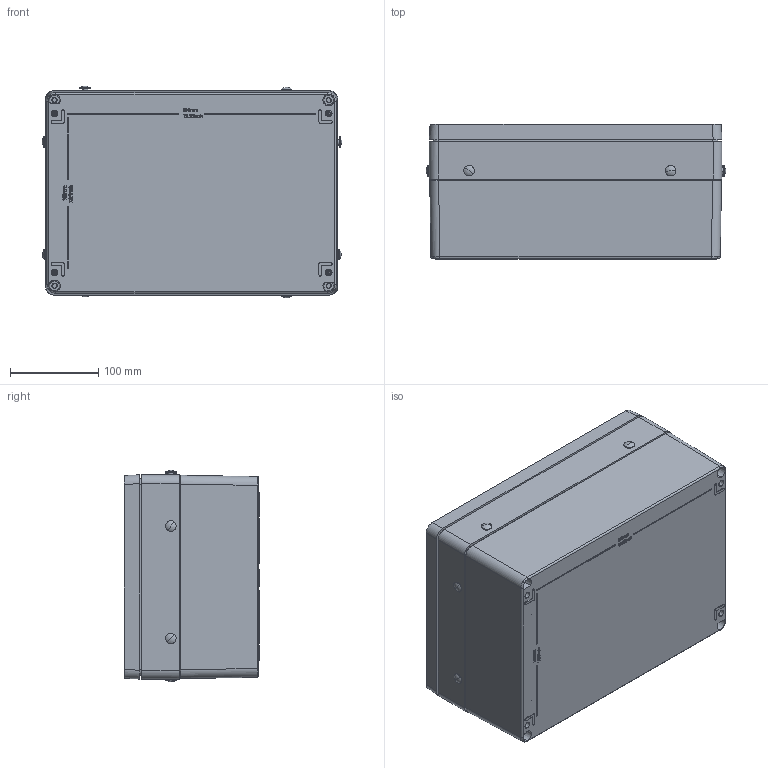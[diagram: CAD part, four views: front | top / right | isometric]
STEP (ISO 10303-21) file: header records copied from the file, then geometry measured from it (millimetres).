
FILE_DESCRIPTION (( 'STEP AP214' ), '1' );
FILE_NAME ('13121510.STEP', '2016-04-01T07:13:36', ( 'Macha' ), ( 'Hewlett-Packard Company' ), 'SwSTEP 2.0', 'SolidWorks 2015', '' );
FILE_SCHEMA (( 'AUTOMOTIVE_DESIGN' ));
Length unit declared in the file: millimetre
Products named in the file (7): 94411; 93117; 93154; 08962_Bearbeitung Zeichn. 13-2-089570-01-0; 08862_Bearbeitung Griff; 01062_Bearbeitung nach Zeichng. 01-2-010620-01-0; 13121510
Assembly tree (16 placements, depth 2):
  13121510
    01062_Bearbeitung nach Zeichng. 01-2-010620-01-0
    08862_Bearbeitung Griff
    08962_Bearbeitung Zeichn. 13-2-089570-01-0
    93154  x4
    93117
    94411  x8
Bounding box: 338.88 x 153.1 x 239.45 mm (x, y, z)
Volume: 1699526.3 mm3; surface area: 631426.8 mm2
Topology: 17 solids, 17 shells, 1647 faces, 4002 edges, 2533 vertices
Faces by surface type: plane 688, bspline 327, cone 283, cylinder 268, torus 61, sphere 20
Entity records: 63539 total; most frequent: CARTESIAN_POINT 30375, ORIENTED_EDGE 7240, DIRECTION 5722, EDGE_CURVE 3620, VERTEX_POINT 2315, AXIS2_PLACEMENT_3D 1949, LINE 1824, VECTOR 1824
